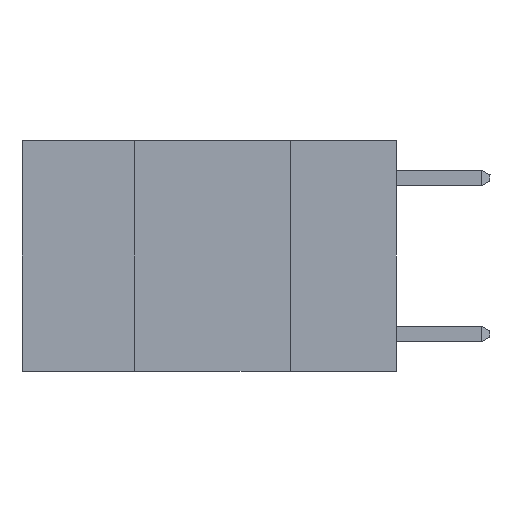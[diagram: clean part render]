
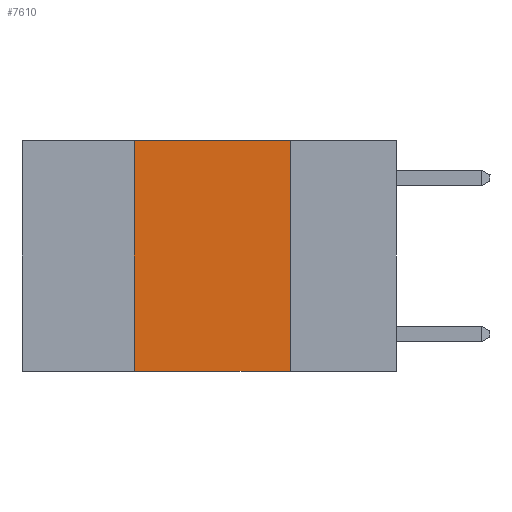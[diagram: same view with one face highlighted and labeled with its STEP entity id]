
A CAD part, left-side view. The second image highlights one B-rep face of the part: STEP entity #7610.
In plain terms, the highlighted planar face has unit normal (-1, 0, 0).
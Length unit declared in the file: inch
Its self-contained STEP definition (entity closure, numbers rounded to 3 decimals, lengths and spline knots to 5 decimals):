
#67 = EDGE_LOOP ( 'NONE', ( #8083, #6371, #4558, #5088 ) ) ;
#226 = CARTESIAN_POINT ( 'NONE',  ( 0., 0.42, 0. ) ) ;
#1048 = EDGE_CURVE ( 'NONE', #7706, #1069, #4016, .T. ) ;
#1069 = VERTEX_POINT ( 'NONE', #3078 ) ;
#1574 = DIRECTION ( 'NONE',  ( 0., 0., -1. ) ) ;
#1586 = CARTESIAN_POINT ( 'NONE',  ( 0., 0.17, 0. ) ) ;
#2299 = EDGE_CURVE ( 'NONE', #2841, #5454, #5703, .T. ) ;
#2321 = CARTESIAN_POINT ( 'NONE',  ( 0., 0.6, 0. ) ) ;
#2841 = VERTEX_POINT ( 'NONE', #7260 ) ;
#3031 = DIRECTION ( 'NONE',  ( 0., 0., -1. ) ) ;
#3078 = CARTESIAN_POINT ( 'NONE',  ( 0., 0.17, -0.37 ) ) ;
#3241 = DIRECTION ( 'NONE',  ( 0., 0., 1. ) ) ;
#4016 = LINE ( 'NONE', #1586, #6044 ) ;
#4343 = LINE ( 'NONE', #5372, #7506 ) ;
#4558 = ORIENTED_EDGE ( 'NONE', *, *, #2299, .F. ) ;
#5088 = ORIENTED_EDGE ( 'NONE', *, *, #8585, .T. ) ;
#5372 = CARTESIAN_POINT ( 'NONE',  ( 0., 0.6, 0. ) ) ;
#5454 = VERTEX_POINT ( 'NONE', #226 ) ;
#5703 = LINE ( 'NONE', #6684, #7474 ) ;
#5782 = CARTESIAN_POINT ( 'NONE',  ( 0., 0.6, -0.37 ) ) ;
#5793 = PLANE ( 'NONE',  #7197 ) ;
#6044 = VECTOR ( 'NONE', #1574, 39.37008 ) ;
#6371 = ORIENTED_EDGE ( 'NONE', *, *, #7240, .F. ) ;
#6468 = DIRECTION ( 'NONE',  ( 0., -1., 0. ) ) ;
#6684 = CARTESIAN_POINT ( 'NONE',  ( 0., 0.42, 0. ) ) ;
#6972 = FACE_OUTER_BOUND ( 'NONE', #67, .T. ) ;
#7131 = DIRECTION ( 'NONE',  ( 1., 0., 0. ) ) ;
#7197 = AXIS2_PLACEMENT_3D ( 'NONE', #2321, #7131, #3031 ) ;
#7240 = EDGE_CURVE ( 'NONE', #5454, #7706, #4343, .T. ) ;
#7260 = CARTESIAN_POINT ( 'NONE',  ( 0., 0.42, -0.37 ) ) ;
#7411 = DIRECTION ( 'NONE',  ( 0., -1., 0. ) ) ;
#7474 = VECTOR ( 'NONE', #3241, 39.37008 ) ;
#7506 = VECTOR ( 'NONE', #7411, 39.37008 ) ;
#7610 = ADVANCED_FACE ( 'NONE', ( #6972 ), #5793, .F. ) ;
#7693 = LINE ( 'NONE', #5782, #8905 ) ;
#7706 = VERTEX_POINT ( 'NONE', #7935 ) ;
#7935 = CARTESIAN_POINT ( 'NONE',  ( 0., 0.17, 0. ) ) ;
#8083 = ORIENTED_EDGE ( 'NONE', *, *, #1048, .F. ) ;
#8585 = EDGE_CURVE ( 'NONE', #2841, #1069, #7693, .T. ) ;
#8905 = VECTOR ( 'NONE', #6468, 39.37008 ) ;
